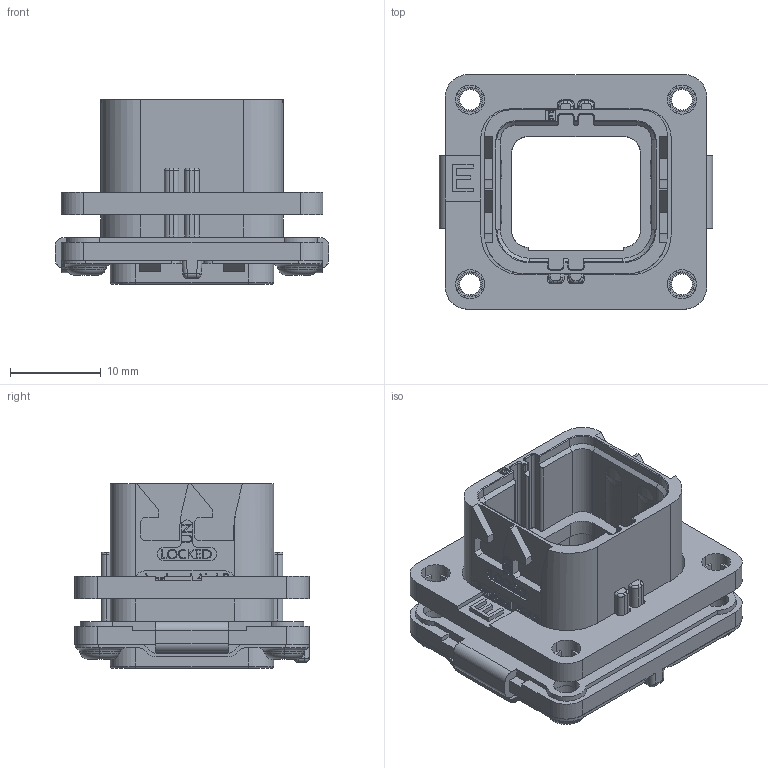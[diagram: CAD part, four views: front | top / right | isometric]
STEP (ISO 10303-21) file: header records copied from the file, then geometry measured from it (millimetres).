
FILE_DESCRIPTION((''),'2;1');
FILE_NAME('SIM2B25E111','2019-10-23T',('presta_be4'),(''),'CREO PARAMETRIC BY PTC INC, 2018360','CREO PARAMETRIC BY PTC INC, 2018360','');
FILE_SCHEMA(('CONFIG_CONTROL_DESIGN'));
Length unit declared in the file: millimetre
Products named in the file (1): SIM2B25E111
Bounding box: 30.1 x 25.8 x 20.33 mm (x, y, z)
Volume: 4359.7 mm3; surface area: 5948.8 mm2
Topology: 2 solids, 2 shells, 1574 faces, 4353 edges, 2844 vertices
Faces by surface type: plane 700, extrusion 514, cylinder 252, torus 60, cone 24, sphere 20, bspline 4
Entity records: 52175 total; most frequent: CARTESIAN_POINT 13599, ORIENTED_EDGE 8690, DIRECTION 6483, EDGE_CURVE 4345, VECTOR 3103, VERTEX_POINT 2844, LINE 2589, AXIS2_PLACEMENT_3D 1690
